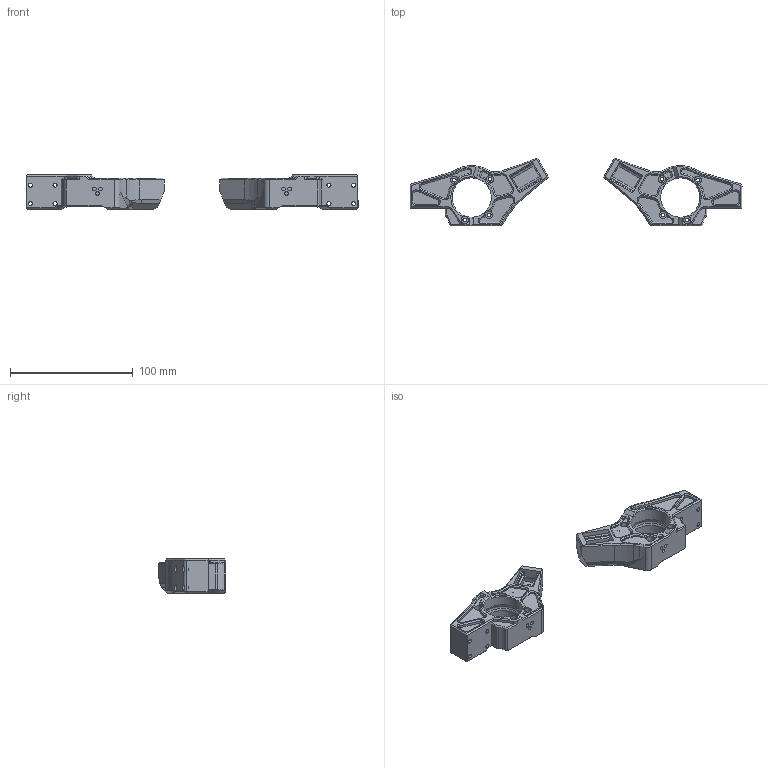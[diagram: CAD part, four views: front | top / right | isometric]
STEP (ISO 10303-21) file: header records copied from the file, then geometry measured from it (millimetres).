
FILE_DESCRIPTION(/* description */ (''),/* implementation_level */ '2;1');
FILE_NAME(/* name */ 'ARM31ZU v1.step',/* time_stamp */ '2023-02-20T11:24:38+01:00',/* author */ (''),/* organization */ (''),/* preprocessor_version */ 'ST-DEVELOPER v19.2',/* originating_system */ 'Autodesk Translation Framework v11.17.0.187',/* authorisation */ '');
FILE_SCHEMA (('AUTOMOTIVE_DESIGN { 1 0 10303 214 3 1 1 }'));
Length unit declared in the file: millimetre
Products named in the file (1): ARM31ZU
Bounding box: 270 x 55.18 x 28 mm (x, y, z)
Volume: 127803.4 mm3; surface area: 38982.3 mm2
Topology: 2 solids, 2 shells, 614 faces, 1586 edges, 996 vertices
Faces by surface type: plane 284, cylinder 156, cone 126, bspline 42, torus 6
Full cylindrical faces by diameter (mm): 0.002 x2, 3 x6, 3.1 x8, 3.3 x12, 5.8 x8, 6 x8, 32 x4
Entity records: 20171 total; most frequent: CARTESIAN_POINT 5209, ORIENTED_EDGE 3172, DIRECTION 3046, EDGE_CURVE 1586, AXIS2_PLACEMENT_3D 1081, VERTEX_POINT 996, LINE 884, VECTOR 884
